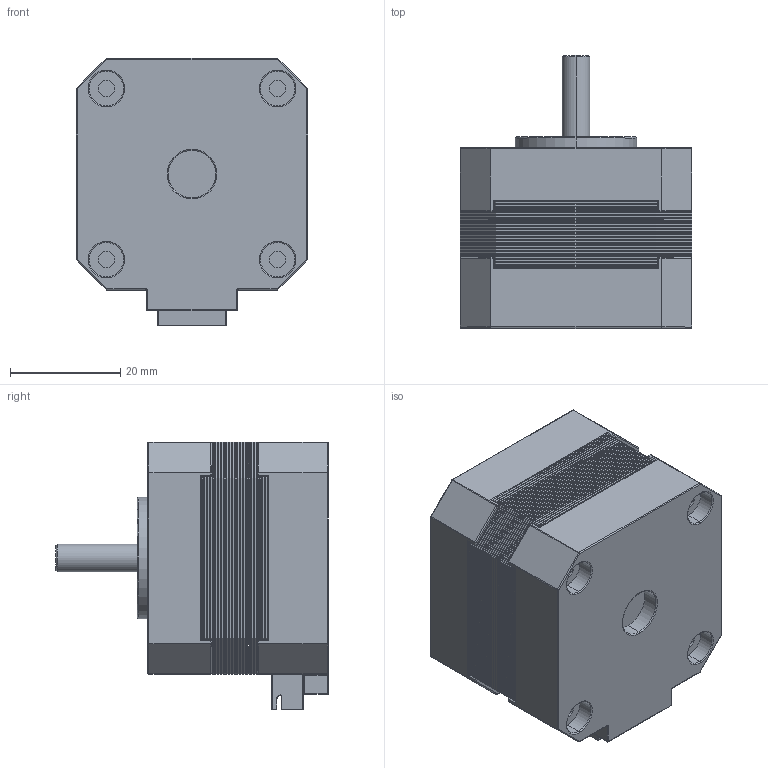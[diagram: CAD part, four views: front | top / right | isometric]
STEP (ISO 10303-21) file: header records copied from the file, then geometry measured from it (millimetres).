
FILE_DESCRIPTION (( 'STEP AP203' ), '1' );
FILE_NAME ('JLB Stepper Motor 17HS1352-P4130.STEP', '2017-07-01T12:31:41', ( '' ), ( '' ), 'SwSTEP 2.0', 'SolidWorks 2015', '' );
FILE_SCHEMA (( 'CONFIG_CONTROL_DESIGN' ));
Length unit declared in the file: millimetre
Products named in the file (1): JLB Stepper Motor 17HS1352-P4130
Bounding box: 42 x 49.4 x 48.5 mm (x, y, z)
Surface area: 15833.9 mm2 (no closed solid volume)
Topology: 0 solids, 8 shells, 885 faces, 2088 edges, 1096 vertices
Faces by surface type: cylinder 495, plane 295, torus 47, sphere 44, cone 4
Entity records: 23739 total; most frequent: CARTESIAN_POINT 5292, DIRECTION 3799, ORIENTED_EDGE 3700, EDGE_CURVE 2044, AXIS2_PLACEMENT_3D 1291, LINE 1217, VECTOR 1217, VERTEX_POINT 1096
